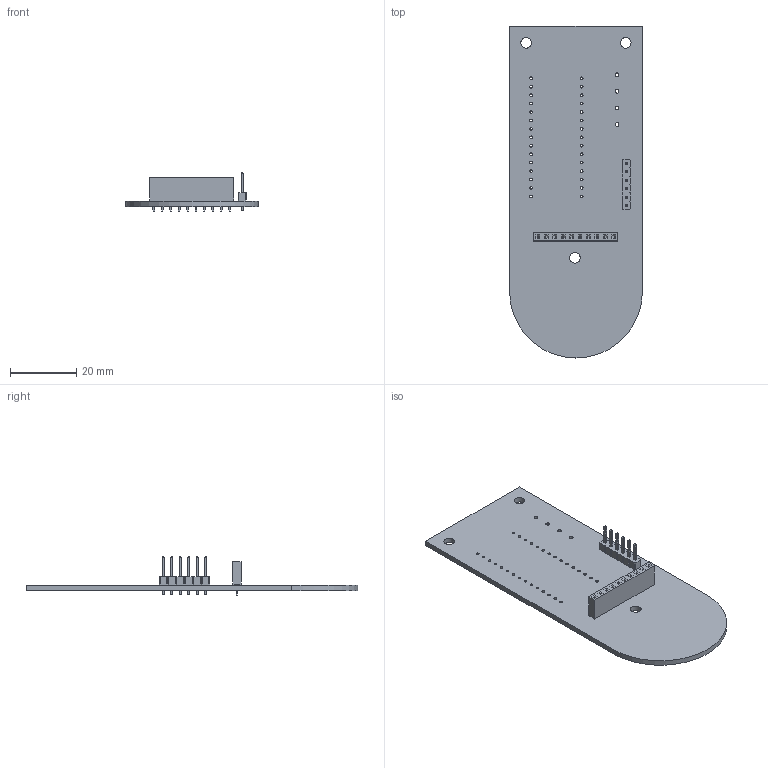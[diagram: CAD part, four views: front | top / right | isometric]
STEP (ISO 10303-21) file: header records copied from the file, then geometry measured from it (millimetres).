
FILE_DESCRIPTION(('KiCad electronic assembly'),'2;1');
FILE_NAME('ecg-baseboard.step','2018-11-10T10:41:02',('An Author'),( 'A Company'),'Open CASCADE STEP processor 6.9', 'KiCad to STEP converter','Unknown');
FILE_SCHEMA(('AUTOMOTIVE_DESIGN { 1 0 10303 214 1 1 1 1 }'));
Length unit declared in the file: millimetre
Products named in the file (6): Open CASCADE STEP translator 6.9 1; PinSocket_1x10_P2.54mm_Vertical; SOLID; PinHeader_1x06_P2.54mm_Vertical; COMPOUND
Assembly tree (5 placements, depth 3):
  Open CASCADE STEP translator 6.9 1
    PinSocket_1x10_P2.54mm_Vertical
      SOLID
    PinHeader_1x06_P2.54mm_Vertical
      SOLID
    COMPOUND
Bounding box: 40 x 100 x 11.64 mm (x, y, z)
Volume: 6579.3 mm3; surface area: 9278.1 mm2
Topology: 3 solids, 3 shells, 527 faces, 1349 edges, 870 vertices
Faces by surface type: plane 473, cylinder 54
Full cylindrical faces by diameter (mm): 0.8 x30, 1 x16, 1.1 x4, 3.2 x3
Entity records: 36751 total; most frequent: CARTESIAN_POINT 5450, DIRECTION 5221, LINE 3831, VECTOR 3831, ORIENTED_EDGE 2698, PCURVE 2698, DEFINITIONAL_REPRESENTATION 2698, EDGE_CURVE 1349
